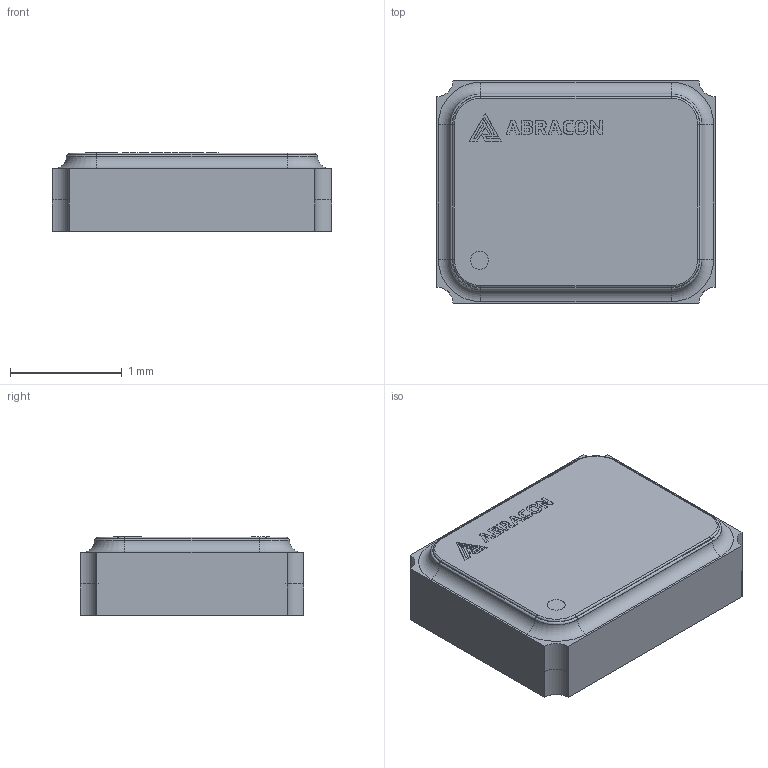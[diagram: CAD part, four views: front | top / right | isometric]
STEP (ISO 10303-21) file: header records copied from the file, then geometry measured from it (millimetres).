
FILE_DESCRIPTION(('FreeCAD Model'),'2;1');
FILE_NAME('ABM10-14.31818MHZ-18-E30-T3_.step','2021-09-05T10:55:29',('Author'),( ''),'Open CASCADE STEP processor 7.2','FreeCAD','Unknown');
FILE_SCHEMA(('AUTOMOTIVE_DESIGN { 1 0 10303 214 1 1 1 1 }'));
Length unit declared in the file: millimetre
Products named in the file (6): Cap; Middle; Pads; Body; Dot; logo
Bounding box: 2.5 x 2 x 0.7 mm (x, y, z)
Volume: 3.3 mm3; surface area: 41.2 mm2
Topology: 16 solids, 16 shells, 350 faces, 1090 edges, 1284 vertices
Faces by surface type: bspline 227, plane 82, cylinder 29, torus 12
Full cylindrical faces by diameter (mm): 0.16 x1
Entity records: 13301 total; most frequent: CARTESIAN_POINT 4887, ORIENTED_EDGE 1840, EDGE_CURVE 920, DIRECTION 813, B_SPLINE_CURVE_WITH_KNOTS 623, VERTEX_POINT 602, LINE 377, VECTOR 377
